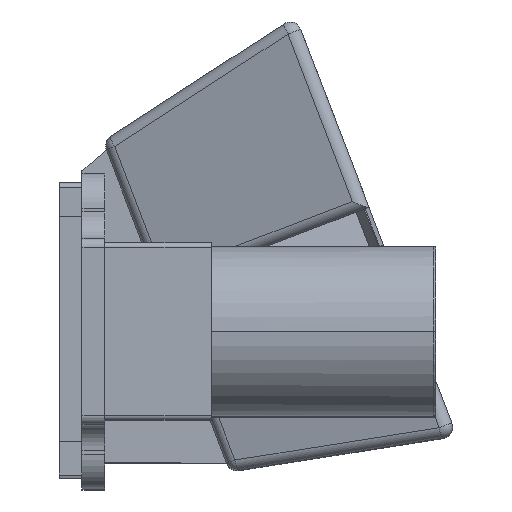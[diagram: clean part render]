
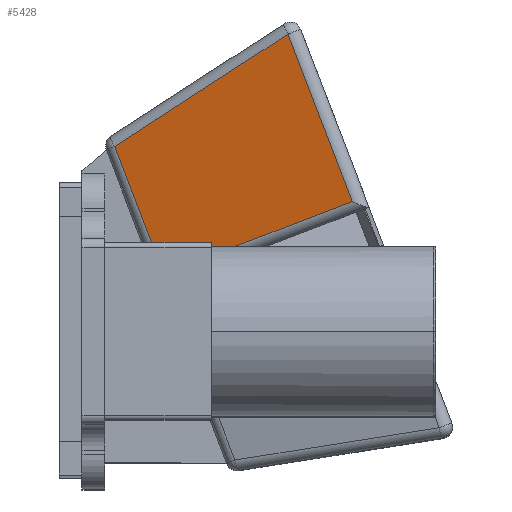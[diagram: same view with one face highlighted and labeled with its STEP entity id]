
A CAD part, top view. The second image highlights one B-rep face of the part: STEP entity #5428.
In plain terms, the highlighted face is planar.
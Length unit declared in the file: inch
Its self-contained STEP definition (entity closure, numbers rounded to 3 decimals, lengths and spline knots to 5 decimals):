
#334 = ORIENTED_EDGE ( 'NONE', *, *, #21764, .T. ) ;
#595 = LINE ( 'NONE', #13784, #3135 ) ;
#660 = CARTESIAN_POINT ( 'NONE',  ( -0.74695, 0.67086, 0.9604 ) ) ;
#1003 = EDGE_CURVE ( 'NONE', #15912, #10587, #595, .T. ) ;
#1961 = CARTESIAN_POINT ( 'NONE',  ( -0.95312, 0.87703, -0.00953 ) ) ;
#2519 = VECTOR ( 'NONE', #14681, 39.37008 ) ;
#2790 = VERTEX_POINT ( 'NONE', #11960 ) ;
#2932 = DIRECTION ( 'NONE',  ( 0., 0.978, 0.208 ) ) ;
#3135 = VECTOR ( 'NONE', #8442, 39.37008 ) ;
#4202 = VECTOR ( 'NONE', #14510, 39.37008 ) ;
#4409 = VECTOR ( 'NONE', #23361, 39.37008 ) ;
#4495 = AXIS2_PLACEMENT_3D ( 'NONE', #16538, #2932, #22225 ) ;
#4869 = EDGE_LOOP ( 'NONE', ( #20600, #6082, #334, #5472 ) ) ;
#5428 = ADVANCED_FACE ( 'NONE', ( #22092 ), #14282, .T. ) ;
#5472 = ORIENTED_EDGE ( 'NONE', *, *, #1003, .T. ) ;
#5937 = LINE ( 'NONE', #13622, #4202 ) ;
#6082 = ORIENTED_EDGE ( 'NONE', *, *, #23123, .T. ) ;
#7413 = CARTESIAN_POINT ( 'NONE',  ( -0.14, 0.67086, 0.9604 ) ) ;
#8442 = DIRECTION ( 'NONE',  ( 0., 0.208, -0.978 ) ) ;
#10587 = VERTEX_POINT ( 'NONE', #17225 ) ;
#10852 = CARTESIAN_POINT ( 'NONE',  ( -1., 0.86216, 0.0604 ) ) ;
#11960 = CARTESIAN_POINT ( 'NONE',  ( -0.93826, 0.86216, 0.0604 ) ) ;
#13622 = CARTESIAN_POINT ( 'NONE',  ( -1., 0.67086, 0.9604 ) ) ;
#13784 = CARTESIAN_POINT ( 'NONE',  ( -0.14, 0.875, 0. ) ) ;
#14282 = PLANE ( 'NONE',  #4495 ) ;
#14510 = DIRECTION ( 'NONE',  ( 1., 0., 0. ) ) ;
#14681 = DIRECTION ( 'NONE',  ( -1., 0., 0. ) ) ;
#15912 = VERTEX_POINT ( 'NONE', #7413 ) ;
#16538 = CARTESIAN_POINT ( 'NONE',  ( -1., 0.875, 0. ) ) ;
#17225 = CARTESIAN_POINT ( 'NONE',  ( -0.14, 0.86216, 0.0604 ) ) ;
#20349 = EDGE_CURVE ( 'NONE', #10587, #2790, #21891, .T. ) ;
#20600 = ORIENTED_EDGE ( 'NONE', *, *, #20349, .T. ) ;
#21764 = EDGE_CURVE ( 'NONE', #23532, #15912, #5937, .T. ) ;
#21891 = LINE ( 'NONE', #10852, #2519 ) ;
#22092 = FACE_OUTER_BOUND ( 'NONE', #4869, .T. ) ;
#22225 = DIRECTION ( 'NONE',  ( 0., -0.208, 0.978 ) ) ;
#23116 = LINE ( 'NONE', #1961, #4409 ) ;
#23123 = EDGE_CURVE ( 'NONE', #2790, #23532, #23116, .T. ) ;
#23361 = DIRECTION ( 'NONE',  ( 0.204, -0.204, 0.958 ) ) ;
#23532 = VERTEX_POINT ( 'NONE', #660 ) ;
